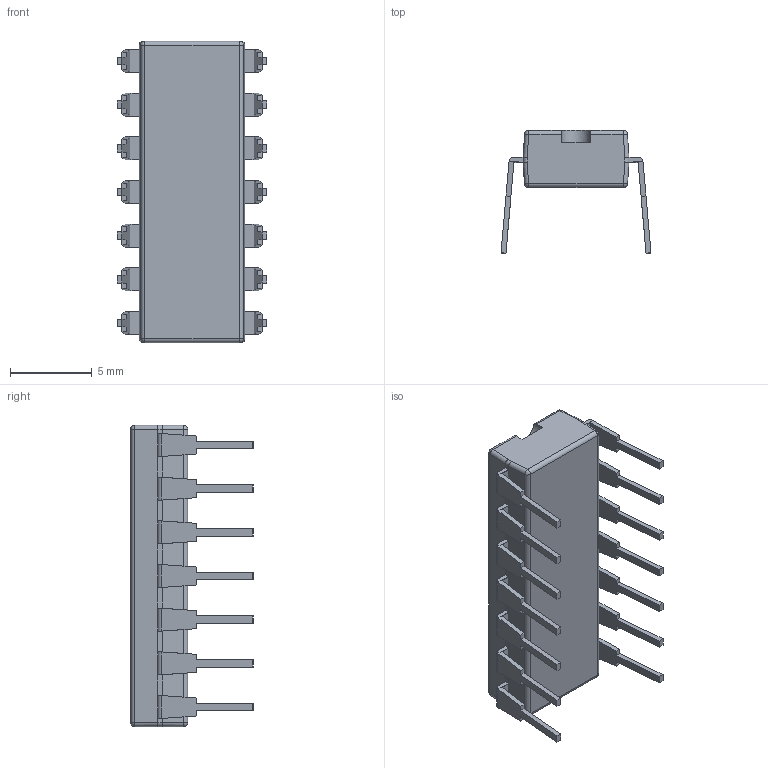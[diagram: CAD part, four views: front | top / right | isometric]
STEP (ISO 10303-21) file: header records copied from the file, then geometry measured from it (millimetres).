
FILE_DESCRIPTION (( 'STEP AP214' ), '1' );
FILE_NAME ('User Library-LM324.STEP', '2019-06-26T04:54:37', ( '' ), ( '' ), 'SwSTEP 2.0', 'SolidWorks 2019', '' );
FILE_SCHEMA (( 'AUTOMOTIVE_DESIGN' ));
Length unit declared in the file: millimetre
Products named in the file (1): User Library-LM324
Bounding box: 9.17 x 7.5 x 18.42 mm (x, y, z)
Volume: 427.9 mm3; surface area: 603.2 mm2
Topology: 1 solids, 1 shells, 257 faces, 651 edges, 390 vertices
Faces by surface type: plane 209, cylinder 40, sphere 8
Entity records: 10278 total; most frequent: CARTESIAN_POINT 1325, ORIENTED_EDGE 1286, DIRECTION 1211, EDGE_CURVE 643, LINE 571, VECTOR 571, VERTEX_POINT 390, AXIS2_PLACEMENT_3D 320
